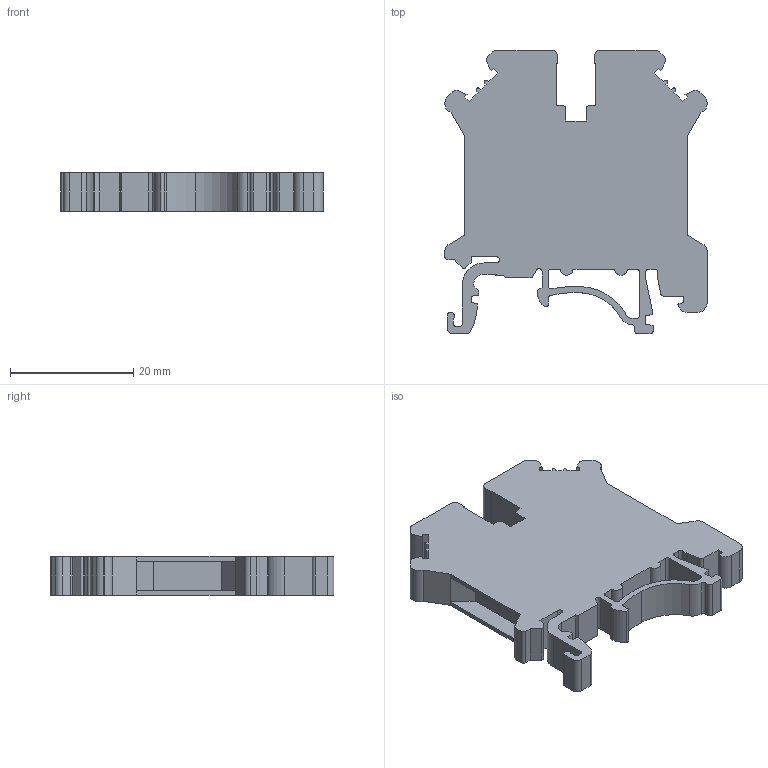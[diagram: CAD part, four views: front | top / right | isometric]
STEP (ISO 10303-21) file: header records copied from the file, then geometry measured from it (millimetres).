
FILE_DESCRIPTION((''),'2;1');
FILE_NAME('UKJ-4EE','2021-08-12T',('Administrator'),(''),'PRO/ENGINEER BY PARAMETRIC TECHNOLOGY CORPORATION, 2013230','PRO/ENGINEER BY PARAMETRIC TECHNOLOGY CORPORATION, 2013230','');
FILE_SCHEMA(('CONFIG_CONTROL_DESIGN'));
Length unit declared in the file: millimetre
Products named in the file (1): UKJ-4EE
Bounding box: 42.5 x 46 x 6.2 mm (x, y, z)
Volume: 7789.7 mm3; surface area: 4888 mm2
Topology: 1 solids, 1 shells, 179 faces, 517 edges, 342 vertices
Faces by surface type: plane 117, cylinder 62
Entity records: 5913 total; most frequent: CARTESIAN_POINT 1038, ORIENTED_EDGE 1034, DIRECTION 999, EDGE_CURVE 517, VECTOR 393, LINE 393, VERTEX_POINT 342, AXIS2_PLACEMENT_3D 303
